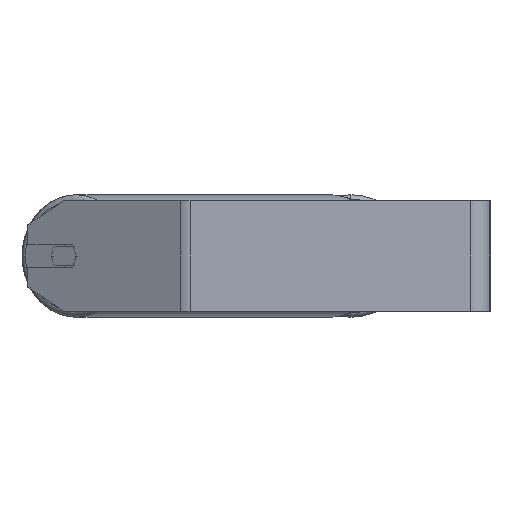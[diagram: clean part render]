
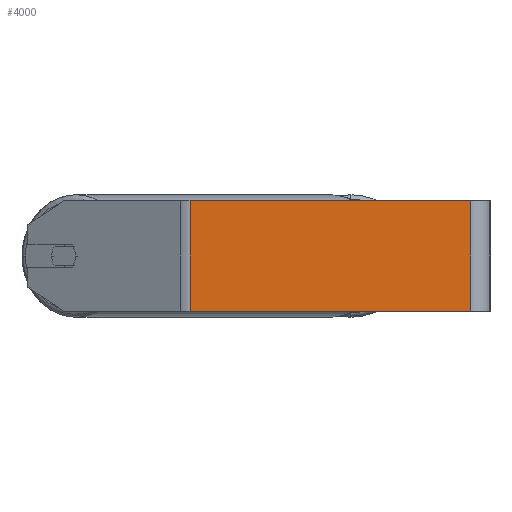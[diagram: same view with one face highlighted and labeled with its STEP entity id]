
A CAD part, left-side view. The second image highlights one B-rep face of the part: STEP entity #4000.
In plain terms, the highlighted planar face has unit normal (-1, 0, 0).
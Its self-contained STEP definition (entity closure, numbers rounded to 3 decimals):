
#17 = LINE ( 'NONE', #6709, #6939 ) ;
#444 = AXIS2_PLACEMENT_3D ( 'NONE', #1067, #1641, #7134 ) ;
#759 = CARTESIAN_POINT ( 'NONE',  ( -620., 14., 40. ) ) ;
#772 = CARTESIAN_POINT ( 'NONE',  ( -620., 14., 40. ) ) ;
#1067 = CARTESIAN_POINT ( 'NONE',  ( -620., 221.663, 40. ) ) ;
#1129 = VERTEX_POINT ( 'NONE', #8327 ) ;
#1641 = DIRECTION ( 'NONE',  ( 1., 0., 0. ) ) ;
#1760 = LINE ( 'NONE', #4470, #7373 ) ;
#2261 = EDGE_CURVE ( 'NONE', #8507, #8575, #17, .T. ) ;
#2288 = ORIENTED_EDGE ( 'NONE', *, *, #2550, .F. ) ;
#2354 = ORIENTED_EDGE ( 'NONE', *, *, #4294, .T. ) ;
#2414 = VECTOR ( 'NONE', #6074, 1000. ) ;
#2550 = EDGE_CURVE ( 'NONE', #1129, #7091, #4655, .T. ) ;
#2661 = CARTESIAN_POINT ( 'NONE',  ( -620., 221.663, 40. ) ) ;
#2826 = LINE ( 'NONE', #759, #8535 ) ;
#3001 = ORIENTED_EDGE ( 'NONE', *, *, #2261, .T. ) ;
#4000 = ADVANCED_FACE ( 'NONE', ( #5015 ), #8456, .F. ) ;
#4294 = EDGE_CURVE ( 'NONE', #1129, #8507, #1760, .T. ) ;
#4470 = CARTESIAN_POINT ( 'NONE',  ( -620., 217.912, 40. ) ) ;
#4655 = LINE ( 'NONE', #2661, #2414 ) ;
#4712 = DIRECTION ( 'NONE',  ( 0., -1., 0. ) ) ;
#4720 = ORIENTED_EDGE ( 'NONE', *, *, #6450, .F. ) ;
#5015 = FACE_OUTER_BOUND ( 'NONE', #5964, .T. ) ;
#5080 = DIRECTION ( 'NONE',  ( 0., 0., -1. ) ) ;
#5964 = EDGE_LOOP ( 'NONE', ( #3001, #4720, #2288, #2354 ) ) ;
#5978 = CARTESIAN_POINT ( 'NONE',  ( -620., 217.912, -40. ) ) ;
#6053 = CARTESIAN_POINT ( 'NONE',  ( -620., 14., -40. ) ) ;
#6074 = DIRECTION ( 'NONE',  ( 0., -1., 0. ) ) ;
#6450 = EDGE_CURVE ( 'NONE', #7091, #8575, #2826, .T. ) ;
#6709 = CARTESIAN_POINT ( 'NONE',  ( -620., 221.663, -40. ) ) ;
#6939 = VECTOR ( 'NONE', #4712, 1000. ) ;
#7091 = VERTEX_POINT ( 'NONE', #772 ) ;
#7134 = DIRECTION ( 'NONE',  ( 0., 0., -1. ) ) ;
#7373 = VECTOR ( 'NONE', #7880, 1000. ) ;
#7880 = DIRECTION ( 'NONE',  ( 0., 0., -1. ) ) ;
#8327 = CARTESIAN_POINT ( 'NONE',  ( -620., 217.912, 40. ) ) ;
#8456 = PLANE ( 'NONE',  #444 ) ;
#8507 = VERTEX_POINT ( 'NONE', #5978 ) ;
#8535 = VECTOR ( 'NONE', #5080, 1000. ) ;
#8575 = VERTEX_POINT ( 'NONE', #6053 ) ;
